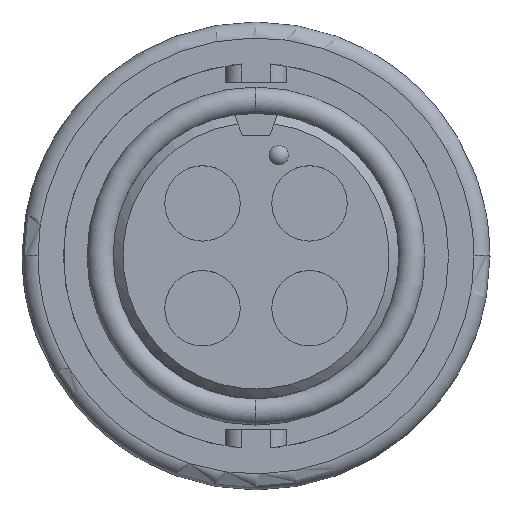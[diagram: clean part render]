
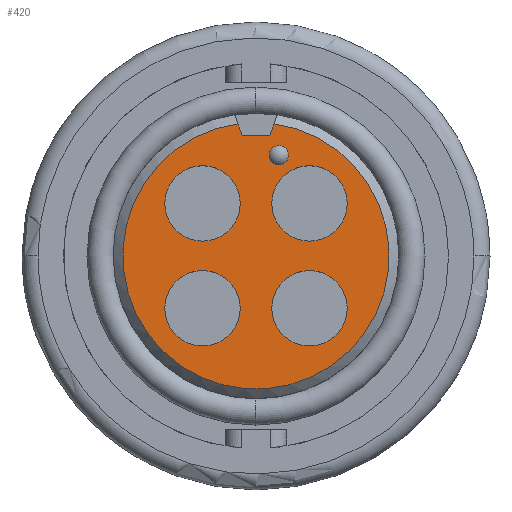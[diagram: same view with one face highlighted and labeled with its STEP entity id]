
A CAD part, top view. The second image highlights one B-rep face of the part: STEP entity #420.
In plain terms, the highlighted planar face has unit normal (0, 0, 1).
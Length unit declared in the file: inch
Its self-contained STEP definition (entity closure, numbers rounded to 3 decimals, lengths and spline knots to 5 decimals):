
#97 = VERTEX_POINT ( 'NONE', #221 ) ;
#98 = DIRECTION ( 'NONE',  ( -1., 0., 0. ) ) ;
#111 = DIRECTION ( 'NONE',  ( 0., 0., 1. ) ) ;
#124 = CARTESIAN_POINT ( 'NONE',  ( 0.1, -0.098, 0. ) ) ;
#221 = CARTESIAN_POINT ( 'NONE',  ( 0.03371, 0.24671, 0. ) ) ;
#262 = EDGE_CURVE ( 'NONE', #9814, #2858, #14412, .T. ) ;
#294 = CARTESIAN_POINT ( 'NONE',  ( 0., 0., 0. ) ) ;
#387 = EDGE_CURVE ( 'NONE', #14296, #13969, #6691, .T. ) ;
#420 = ADVANCED_FACE ( 'NONE', ( #14809, #9004, #917, #7566, #8396, #14235 ), #6836, .F. ) ;
#514 = AXIS2_PLACEMENT_3D ( 'NONE', #9049, #8916, #8853 ) ;
#517 = EDGE_CURVE ( 'NONE', #2858, #9814, #4691, .T. ) ;
#531 = CARTESIAN_POINT ( 'NONE',  ( -0.0295, -0.098, 0. ) ) ;
#537 = AXIS2_PLACEMENT_3D ( 'NONE', #12453, #14664, #3330 ) ;
#728 = ORIENTED_EDGE ( 'NONE', *, *, #7734, .F. ) ;
#838 = VERTEX_POINT ( 'NONE', #17162 ) ;
#903 = VERTEX_POINT ( 'NONE', #13235 ) ;
#917 = FACE_BOUND ( 'NONE', #6299, .T. ) ;
#1132 = EDGE_CURVE ( 'NONE', #16291, #11923, #4503, .T. ) ;
#1219 = AXIS2_PLACEMENT_3D ( 'NONE', #124, #111, #98 ) ;
#1333 = DIRECTION ( 'NONE',  ( 0., 0., 1. ) ) ;
#2182 = EDGE_LOOP ( 'NONE', ( #9408, #15787, #6807, #10870 ) ) ;
#2484 = ORIENTED_EDGE ( 'NONE', *, *, #262, .F. ) ;
#2673 = ORIENTED_EDGE ( 'NONE', *, *, #9221, .F. ) ;
#2681 = DIRECTION ( 'NONE',  ( -1., 0., 0. ) ) ;
#2720 = CIRCLE ( 'NONE', #8608, 0.0705 ) ;
#2759 = CIRCLE ( 'NONE', #8784, 0.0705 ) ;
#2858 = VERTEX_POINT ( 'NONE', #8050 ) ;
#3225 = EDGE_CURVE ( 'NONE', #13969, #14296, #6909, .T. ) ;
#3330 = DIRECTION ( 'NONE',  ( -1., 0., 0. ) ) ;
#3380 = VERTEX_POINT ( 'NONE', #13703 ) ;
#3391 = CIRCLE ( 'NONE', #1219, 0.0705 ) ;
#3918 = CARTESIAN_POINT ( 'NONE',  ( 0.04246, 0.18818, 0. ) ) ;
#4098 = ORIENTED_EDGE ( 'NONE', *, *, #6334, .F. ) ;
#4164 = VERTEX_POINT ( 'NONE', #6169 ) ;
#4503 = CIRCLE ( 'NONE', #14074, 0.0705 ) ;
#4566 = LINE ( 'NONE', #8690, #12685 ) ;
#4606 = VECTOR ( 'NONE', #6395, 39.37008 ) ;
#4649 = AXIS2_PLACEMENT_3D ( 'NONE', #15315, #14498, #6290 ) ;
#4691 = CIRCLE ( 'NONE', #537, 0.0705 ) ;
#5836 = DIRECTION ( 'NONE',  ( 1., 0., 0. ) ) ;
#5841 = CARTESIAN_POINT ( 'NONE',  ( 0., 0.225, 0. ) ) ;
#5946 = EDGE_LOOP ( 'NONE', ( #11693, #2484 ) ) ;
#5990 = VECTOR ( 'NONE', #5836, 39.37008 ) ;
#6092 = CARTESIAN_POINT ( 'NONE',  ( 0.04246, 0.18818, 0. ) ) ;
#6143 = VERTEX_POINT ( 'NONE', #16904 ) ;
#6169 = CARTESIAN_POINT ( 'NONE',  ( 0.1705, 0.098, 0. ) ) ;
#6251 = CARTESIAN_POINT ( 'NONE',  ( 0.02581, 0.225, 0. ) ) ;
#6290 = DIRECTION ( 'NONE',  ( -1., 0., 0. ) ) ;
#6299 = EDGE_LOOP ( 'NONE', ( #6720, #15608 ) ) ;
#6334 = EDGE_CURVE ( 'NONE', #838, #4164, #2759, .T. ) ;
#6339 = DIRECTION ( 'NONE',  ( 0., 0., -1. ) ) ;
#6395 = DIRECTION ( 'NONE',  ( -0.342, -0.94, 0. ) ) ;
#6691 = CIRCLE ( 'NONE', #10441, 0.01809 ) ;
#6720 = ORIENTED_EDGE ( 'NONE', *, *, #11115, .F. ) ;
#6807 = ORIENTED_EDGE ( 'NONE', *, *, #14314, .F. ) ;
#6836 = PLANE ( 'NONE',  #10496 ) ;
#6909 = CIRCLE ( 'NONE', #14610, 0.01809 ) ;
#7081 = EDGE_LOOP ( 'NONE', ( #7716, #13190 ) ) ;
#7458 = CARTESIAN_POINT ( 'NONE',  ( 0.02437, 0.18818, 0. ) ) ;
#7519 = LINE ( 'NONE', #6251, #4606 ) ;
#7566 = FACE_BOUND ( 'NONE', #15040, .T. ) ;
#7716 = ORIENTED_EDGE ( 'NONE', *, *, #387, .F. ) ;
#7734 = EDGE_CURVE ( 'NONE', #11888, #6143, #2720, .T. ) ;
#7763 = DIRECTION ( 'NONE',  ( 0., 0., -1. ) ) ;
#7788 = CARTESIAN_POINT ( 'NONE',  ( 0., 0., 0. ) ) ;
#8050 = CARTESIAN_POINT ( 'NONE',  ( -0.1705, 0.098, 0. ) ) ;
#8067 = EDGE_CURVE ( 'NONE', #4164, #838, #12259, .T. ) ;
#8396 = FACE_BOUND ( 'NONE', #8818, .T. ) ;
#8608 = AXIS2_PLACEMENT_3D ( 'NONE', #9000, #8958, #8935 ) ;
#8690 = CARTESIAN_POINT ( 'NONE',  ( -0.02581, 0.225, 0. ) ) ;
#8705 = DIRECTION ( 'NONE',  ( -0.342, 0.94, 0. ) ) ;
#8784 = AXIS2_PLACEMENT_3D ( 'NONE', #13108, #13057, #13014 ) ;
#8818 = EDGE_LOOP ( 'NONE', ( #4098, #15555 ) ) ;
#8853 = DIRECTION ( 'NONE',  ( -1., 0., 0. ) ) ;
#8916 = DIRECTION ( 'NONE',  ( 0., 0., 1. ) ) ;
#8935 = DIRECTION ( 'NONE',  ( -1., 0., 0. ) ) ;
#8958 = DIRECTION ( 'NONE',  ( 0., 0., 1. ) ) ;
#9000 = CARTESIAN_POINT ( 'NONE',  ( 0.1, -0.098, 0. ) ) ;
#9004 = FACE_BOUND ( 'NONE', #5946, .T. ) ;
#9049 = CARTESIAN_POINT ( 'NONE',  ( -0.1, -0.098, 0. ) ) ;
#9221 = EDGE_CURVE ( 'NONE', #6143, #11888, #3391, .T. ) ;
#9408 = ORIENTED_EDGE ( 'NONE', *, *, #16350, .F. ) ;
#9737 = DIRECTION ( 'NONE',  ( -1., 0., 0. ) ) ;
#9814 = VERTEX_POINT ( 'NONE', #12760 ) ;
#10128 = DIRECTION ( 'NONE',  ( -1., 0., 0. ) ) ;
#10142 = DIRECTION ( 'NONE',  ( 0., 0., 1. ) ) ;
#10145 = CARTESIAN_POINT ( 'NONE',  ( -0.1, -0.098, 0. ) ) ;
#10171 = AXIS2_PLACEMENT_3D ( 'NONE', #16779, #16772, #16764 ) ;
#10441 = AXIS2_PLACEMENT_3D ( 'NONE', #6092, #10931, #9737 ) ;
#10478 = CIRCLE ( 'NONE', #514, 0.0705 ) ;
#10496 = AXIS2_PLACEMENT_3D ( 'NONE', #294, #6339, #16841 ) ;
#10870 = ORIENTED_EDGE ( 'NONE', *, *, #12686, .T. ) ;
#10931 = DIRECTION ( 'NONE',  ( 0., 0., 1. ) ) ;
#10942 = CARTESIAN_POINT ( 'NONE',  ( 0.06054, 0.18818, 0. ) ) ;
#11115 = EDGE_CURVE ( 'NONE', #11923, #16291, #10478, .T. ) ;
#11161 = CARTESIAN_POINT ( 'NONE',  ( -0.02581, 0.225, 0. ) ) ;
#11693 = ORIENTED_EDGE ( 'NONE', *, *, #517, .F. ) ;
#11888 = VERTEX_POINT ( 'NONE', #16163 ) ;
#11923 = VERTEX_POINT ( 'NONE', #16088 ) ;
#12041 = LINE ( 'NONE', #5841, #5990 ) ;
#12259 = CIRCLE ( 'NONE', #10171, 0.0705 ) ;
#12453 = CARTESIAN_POINT ( 'NONE',  ( -0.1, 0.098, 0. ) ) ;
#12685 = VECTOR ( 'NONE', #8705, 39.37008 ) ;
#12686 = EDGE_CURVE ( 'NONE', #15457, #3380, #4566, .T. ) ;
#12760 = CARTESIAN_POINT ( 'NONE',  ( -0.0295, 0.098, 0. ) ) ;
#13014 = DIRECTION ( 'NONE',  ( -1., 0., 0. ) ) ;
#13057 = DIRECTION ( 'NONE',  ( 0., 0., 1. ) ) ;
#13108 = CARTESIAN_POINT ( 'NONE',  ( 0.1, 0.098, 0. ) ) ;
#13190 = ORIENTED_EDGE ( 'NONE', *, *, #3225, .F. ) ;
#13235 = CARTESIAN_POINT ( 'NONE',  ( 0.02581, 0.225, 0. ) ) ;
#13703 = CARTESIAN_POINT ( 'NONE',  ( -0.03371, 0.24671, 0. ) ) ;
#13942 = CIRCLE ( 'NONE', #14084, 0.249 ) ;
#13969 = VERTEX_POINT ( 'NONE', #10942 ) ;
#14074 = AXIS2_PLACEMENT_3D ( 'NONE', #10145, #10142, #10128 ) ;
#14084 = AXIS2_PLACEMENT_3D ( 'NONE', #7788, #7763, #15654 ) ;
#14235 = FACE_BOUND ( 'NONE', #7081, .T. ) ;
#14296 = VERTEX_POINT ( 'NONE', #7458 ) ;
#14314 = EDGE_CURVE ( 'NONE', #15457, #903, #12041, .T. ) ;
#14412 = CIRCLE ( 'NONE', #4649, 0.0705 ) ;
#14498 = DIRECTION ( 'NONE',  ( 0., 0., 1. ) ) ;
#14610 = AXIS2_PLACEMENT_3D ( 'NONE', #3918, #1333, #2681 ) ;
#14664 = DIRECTION ( 'NONE',  ( 0., 0., 1. ) ) ;
#14809 = FACE_OUTER_BOUND ( 'NONE', #2182, .T. ) ;
#15040 = EDGE_LOOP ( 'NONE', ( #2673, #728 ) ) ;
#15315 = CARTESIAN_POINT ( 'NONE',  ( -0.1, 0.098, 0. ) ) ;
#15457 = VERTEX_POINT ( 'NONE', #11161 ) ;
#15555 = ORIENTED_EDGE ( 'NONE', *, *, #8067, .F. ) ;
#15608 = ORIENTED_EDGE ( 'NONE', *, *, #1132, .F. ) ;
#15654 = DIRECTION ( 'NONE',  ( 0., 1., 0. ) ) ;
#15787 = ORIENTED_EDGE ( 'NONE', *, *, #15806, .T. ) ;
#15806 = EDGE_CURVE ( 'NONE', #97, #903, #7519, .T. ) ;
#16088 = CARTESIAN_POINT ( 'NONE',  ( -0.1705, -0.098, 0. ) ) ;
#16163 = CARTESIAN_POINT ( 'NONE',  ( 0.1705, -0.098, 0. ) ) ;
#16291 = VERTEX_POINT ( 'NONE', #531 ) ;
#16350 = EDGE_CURVE ( 'NONE', #97, #3380, #13942, .T. ) ;
#16764 = DIRECTION ( 'NONE',  ( -1., 0., 0. ) ) ;
#16772 = DIRECTION ( 'NONE',  ( 0., 0., 1. ) ) ;
#16779 = CARTESIAN_POINT ( 'NONE',  ( 0.1, 0.098, 0. ) ) ;
#16841 = DIRECTION ( 'NONE',  ( -1., 0., 0. ) ) ;
#16904 = CARTESIAN_POINT ( 'NONE',  ( 0.0295, -0.098, 0. ) ) ;
#17162 = CARTESIAN_POINT ( 'NONE',  ( 0.0295, 0.098, 0. ) ) ;
